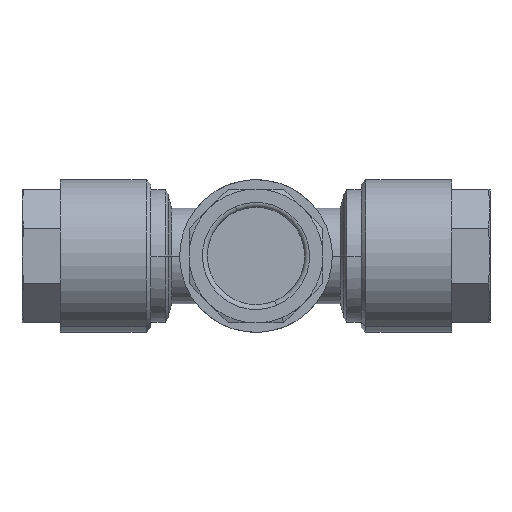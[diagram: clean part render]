
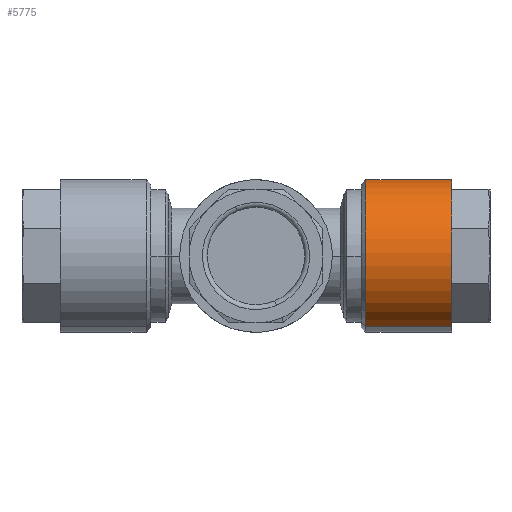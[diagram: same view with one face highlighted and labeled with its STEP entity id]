
A CAD part, front view. The second image highlights one B-rep face of the part: STEP entity #5775.
In plain terms, the highlighted cylindrical face has radius 8 mm (diameter 16 mm), a partial arc.
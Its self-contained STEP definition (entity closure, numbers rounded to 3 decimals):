
#5038 = CARTESIAN_POINT ( 'NONE',  ( 20.5, -3.061, -7.391 ) ) ;
#5039 = CARTESIAN_POINT ( 'NONE',  ( 20.5, 3.061, 7.391 ) ) ;
#5040 = CARTESIAN_POINT ( 'NONE',  ( 11.5, -3.061, -7.391 ) ) ;
#5041 = CARTESIAN_POINT ( 'NONE',  ( 11.5, 3.061, 7.391 ) ) ;
#5469 = ORIENTED_EDGE ( 'NONE', *, *, #5673, .T. ) ;
#5470 = ORIENTED_EDGE ( 'NONE', *, *, #5679, .T. ) ;
#5471 = ORIENTED_EDGE ( 'NONE', *, *, #5671, .F. ) ;
#5472 = ORIENTED_EDGE ( 'NONE', *, *, #5680, .F. ) ;
#5494 = EDGE_LOOP ( 'NONE', ( #5469, #5470, #5471, #5472 ) ) ;
#5509 = CARTESIAN_POINT ( 'NONE',  ( 11.5, 0., 0. ) ) ;
#5510 = DIRECTION ( 'NONE',  ( -1., 0., 0. ) ) ;
#5511 = DIRECTION ( 'NONE',  ( 0., -0.383, -0.924 ) ) ;
#5513 = CARTESIAN_POINT ( 'NONE',  ( 20.5, 0., 0. ) ) ;
#5514 = DIRECTION ( 'NONE',  ( -1., 0., 0. ) ) ;
#5515 = DIRECTION ( 'NONE',  ( 0., 0.383, 0.924 ) ) ;
#5524 = CARTESIAN_POINT ( 'NONE',  ( 11., 3.061, 7.391 ) ) ;
#5529 = DIRECTION ( 'NONE',  ( -1., 0., 0. ) ) ;
#5530 = CARTESIAN_POINT ( 'NONE',  ( 11., -3.061, -7.391 ) ) ;
#5532 = DIRECTION ( 'NONE',  ( -1., 0., 0. ) ) ;
#5671 = EDGE_CURVE ( 'NONE', #6902, #6903, #7254, .T. ) ;
#5673 = EDGE_CURVE ( 'NONE', #6900, #6901, #7257, .T. ) ;
#5679 = EDGE_CURVE ( 'NONE', #6901, #6903, #7267, .T. ) ;
#5680 = EDGE_CURVE ( 'NONE', #6900, #6902, #7270, .T. ) ;
#5775 = ADVANCED_FACE ( 'NONE', ( #7400 ), #7410, .T. ) ;
#6900 = VERTEX_POINT ( 'NONE', #5038 ) ;
#6901 = VERTEX_POINT ( 'NONE', #5039 ) ;
#6902 = VERTEX_POINT ( 'NONE', #5040 ) ;
#6903 = VERTEX_POINT ( 'NONE', #5041 ) ;
#7171 = AXIS2_PLACEMENT_3D ( 'NONE', #5509, #5510, #5511 ) ;
#7172 = AXIS2_PLACEMENT_3D ( 'NONE', #5513, #5514, #5515 ) ;
#7224 = AXIS2_PLACEMENT_3D ( 'NONE', #7604, #7607, #7614 ) ;
#7254 = CIRCLE ( 'NONE', #7171, 8. ) ;
#7257 = CIRCLE ( 'NONE', #7172, 8. ) ;
#7267 = LINE ( 'NONE', #5524, #7271 ) ;
#7270 = LINE ( 'NONE', #5530, #7273 ) ;
#7271 = VECTOR ( 'NONE', #5529, 1000. ) ;
#7273 = VECTOR ( 'NONE', #5532, 1000. ) ;
#7400 = FACE_OUTER_BOUND ( 'NONE', #5494, .T. ) ;
#7410 = CYLINDRICAL_SURFACE ( 'NONE', #7224, 8. ) ;
#7604 = CARTESIAN_POINT ( 'NONE',  ( 11., 0., 0. ) ) ;
#7607 = DIRECTION ( 'NONE',  ( -1., 0., 0. ) ) ;
#7614 = DIRECTION ( 'NONE',  ( 0., -0.383, -0.924 ) ) ;
